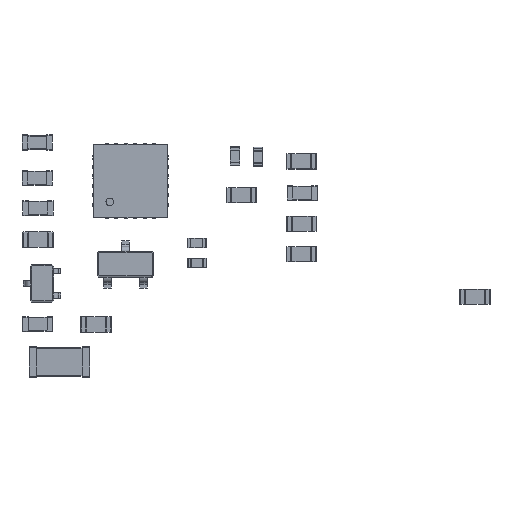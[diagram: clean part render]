
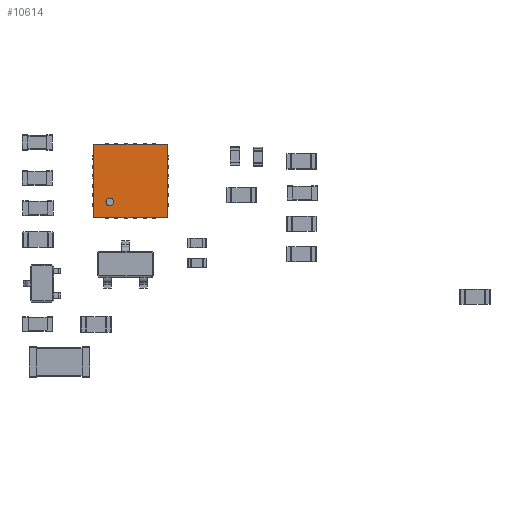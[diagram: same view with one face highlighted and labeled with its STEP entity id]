
A CAD part, top view. The second image highlights one B-rep face of the part: STEP entity #10614.
In plain terms, the highlighted planar face has unit normal (0, 0, 1).
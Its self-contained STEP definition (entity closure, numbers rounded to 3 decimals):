
#545 = PLANE('',#546);
#546 = AXIS2_PLACEMENT_3D('',#547,#548,#549);
#547 = CARTESIAN_POINT('',(-1.95,1.95,0.1));
#548 = DIRECTION('',(0.,-1.,0.));
#549 = DIRECTION('',(0.,0.,1.));
#573 = PLANE('',#574);
#574 = AXIS2_PLACEMENT_3D('',#575,#576,#577);
#575 = CARTESIAN_POINT('',(-1.95,1.95,0.1));
#576 = DIRECTION('',(1.,0.,0.));
#577 = DIRECTION('',(0.,0.,1.));
#1243 = PLANE('',#1244);
#1244 = AXIS2_PLACEMENT_3D('',#1245,#1246,#1247);
#1245 = CARTESIAN_POINT('',(-1.95,-1.95,0.1));
#1246 = DIRECTION('',(0.,-1.,0.));
#1247 = DIRECTION('',(0.,0.,1.));
#1913 = PLANE('',#1914);
#1914 = AXIS2_PLACEMENT_3D('',#1915,#1916,#1917);
#1915 = CARTESIAN_POINT('',(1.95,1.95,0.1));
#1916 = DIRECTION('',(1.,0.,0.));
#1917 = DIRECTION('',(0.,0.,1.));
#3217 = EDGE_CURVE('',#3218,#3220,#3222,.T.);
#3218 = VERTEX_POINT('',#3219);
#3219 = CARTESIAN_POINT('',(-1.95,1.95,1.1));
#3220 = VERTEX_POINT('',#3221);
#3221 = CARTESIAN_POINT('',(1.95,1.95,1.1));
#3222 = SURFACE_CURVE('',#3223,(#3227,#3234),.PCURVE_S1.);
#3223 = LINE('',#3224,#3225);
#3224 = CARTESIAN_POINT('',(-1.95,1.95,1.1));
#3225 = VECTOR('',#3226,1.);
#3226 = DIRECTION('',(1.,0.,0.));
#3227 = PCURVE('',#545,#3228);
#3228 = DEFINITIONAL_REPRESENTATION('',(#3229),#3233);
#3229 = LINE('',#3230,#3231);
#3230 = CARTESIAN_POINT('',(1.,0.));
#3231 = VECTOR('',#3232,1.);
#3232 = DIRECTION('',(0.,-1.));
#3233 = ( GEOMETRIC_REPRESENTATION_CONTEXT(2) 
PARAMETRIC_REPRESENTATION_CONTEXT() REPRESENTATION_CONTEXT('2D SPACE',''
  ) );
#3234 = PCURVE('',#3235,#3240);
#3235 = PLANE('',#3236);
#3236 = AXIS2_PLACEMENT_3D('',#3237,#3238,#3239);
#3237 = CARTESIAN_POINT('',(-1.95,1.95,1.1));
#3238 = DIRECTION('',(0.,0.,1.));
#3239 = DIRECTION('',(0.,-1.,0.));
#3240 = DEFINITIONAL_REPRESENTATION('',(#3241),#3245);
#3241 = LINE('',#3242,#3243);
#3242 = CARTESIAN_POINT('',(0.,0.));
#3243 = VECTOR('',#3244,1.);
#3244 = DIRECTION('',(0.,1.));
#3245 = ( GEOMETRIC_REPRESENTATION_CONTEXT(2) 
PARAMETRIC_REPRESENTATION_CONTEXT() REPRESENTATION_CONTEXT('2D SPACE',''
  ) );
#3733 = EDGE_CURVE('',#3218,#3734,#3736,.T.);
#3734 = VERTEX_POINT('',#3735);
#3735 = CARTESIAN_POINT('',(-1.95,-1.95,1.1));
#3736 = SURFACE_CURVE('',#3737,(#3741,#3748),.PCURVE_S1.);
#3737 = LINE('',#3738,#3739);
#3738 = CARTESIAN_POINT('',(-1.95,1.95,1.1));
#3739 = VECTOR('',#3740,1.);
#3740 = DIRECTION('',(0.,-1.,0.));
#3741 = PCURVE('',#573,#3742);
#3742 = DEFINITIONAL_REPRESENTATION('',(#3743),#3747);
#3743 = LINE('',#3744,#3745);
#3744 = CARTESIAN_POINT('',(1.,0.));
#3745 = VECTOR('',#3746,1.);
#3746 = DIRECTION('',(0.,1.));
#3747 = ( GEOMETRIC_REPRESENTATION_CONTEXT(2) 
PARAMETRIC_REPRESENTATION_CONTEXT() REPRESENTATION_CONTEXT('2D SPACE',''
  ) );
#3748 = PCURVE('',#3235,#3749);
#3749 = DEFINITIONAL_REPRESENTATION('',(#3750),#3754);
#3750 = LINE('',#3751,#3752);
#3751 = CARTESIAN_POINT('',(0.,0.));
#3752 = VECTOR('',#3753,1.);
#3753 = DIRECTION('',(1.,0.));
#3754 = ( GEOMETRIC_REPRESENTATION_CONTEXT(2) 
PARAMETRIC_REPRESENTATION_CONTEXT() REPRESENTATION_CONTEXT('2D SPACE',''
  ) );
#6944 = EDGE_CURVE('',#3220,#6945,#6947,.T.);
#6945 = VERTEX_POINT('',#6946);
#6946 = CARTESIAN_POINT('',(1.95,-1.95,1.1));
#6947 = SURFACE_CURVE('',#6948,(#6952,#6959),.PCURVE_S1.);
#6948 = LINE('',#6949,#6950);
#6949 = CARTESIAN_POINT('',(1.95,1.95,1.1));
#6950 = VECTOR('',#6951,1.);
#6951 = DIRECTION('',(0.,-1.,0.));
#6952 = PCURVE('',#1913,#6953);
#6953 = DEFINITIONAL_REPRESENTATION('',(#6954),#6958);
#6954 = LINE('',#6955,#6956);
#6955 = CARTESIAN_POINT('',(1.,0.));
#6956 = VECTOR('',#6957,1.);
#6957 = DIRECTION('',(0.,1.));
#6958 = ( GEOMETRIC_REPRESENTATION_CONTEXT(2) 
PARAMETRIC_REPRESENTATION_CONTEXT() REPRESENTATION_CONTEXT('2D SPACE',''
  ) );
#6959 = PCURVE('',#3235,#6960);
#6960 = DEFINITIONAL_REPRESENTATION('',(#6961),#6965);
#6961 = LINE('',#6962,#6963);
#6962 = CARTESIAN_POINT('',(0.,3.9));
#6963 = VECTOR('',#6964,1.);
#6964 = DIRECTION('',(1.,0.));
#6965 = ( GEOMETRIC_REPRESENTATION_CONTEXT(2) 
PARAMETRIC_REPRESENTATION_CONTEXT() REPRESENTATION_CONTEXT('2D SPACE',''
  ) );
#7429 = EDGE_CURVE('',#3734,#6945,#7430,.T.);
#7430 = SURFACE_CURVE('',#7431,(#7435,#7442),.PCURVE_S1.);
#7431 = LINE('',#7432,#7433);
#7432 = CARTESIAN_POINT('',(-1.95,-1.95,1.1));
#7433 = VECTOR('',#7434,1.);
#7434 = DIRECTION('',(1.,0.,0.));
#7435 = PCURVE('',#1243,#7436);
#7436 = DEFINITIONAL_REPRESENTATION('',(#7437),#7441);
#7437 = LINE('',#7438,#7439);
#7438 = CARTESIAN_POINT('',(1.,0.));
#7439 = VECTOR('',#7440,1.);
#7440 = DIRECTION('',(0.,-1.));
#7441 = ( GEOMETRIC_REPRESENTATION_CONTEXT(2) 
PARAMETRIC_REPRESENTATION_CONTEXT() REPRESENTATION_CONTEXT('2D SPACE',''
  ) );
#7442 = PCURVE('',#3235,#7443);
#7443 = DEFINITIONAL_REPRESENTATION('',(#7444),#7448);
#7444 = LINE('',#7445,#7446);
#7445 = CARTESIAN_POINT('',(3.9,0.));
#7446 = VECTOR('',#7447,1.);
#7447 = DIRECTION('',(0.,1.));
#7448 = ( GEOMETRIC_REPRESENTATION_CONTEXT(2) 
PARAMETRIC_REPRESENTATION_CONTEXT() REPRESENTATION_CONTEXT('2D SPACE',''
  ) );
#10614 = ADVANCED_FACE('',(#10615,#10621),#3235,.T.);
#10615 = FACE_BOUND('',#10616,.T.);
#10616 = EDGE_LOOP('',(#10617,#10618,#10619,#10620));
#10617 = ORIENTED_EDGE('',*,*,#3217,.F.);
#10618 = ORIENTED_EDGE('',*,*,#3733,.T.);
#10619 = ORIENTED_EDGE('',*,*,#7429,.T.);
#10620 = ORIENTED_EDGE('',*,*,#6944,.F.);
#10621 = FACE_BOUND('',#10622,.T.);
#10622 = EDGE_LOOP('',(#10623));
#10623 = ORIENTED_EDGE('',*,*,#10624,.T.);
#10624 = EDGE_CURVE('',#10625,#10625,#10627,.T.);
#10625 = VERTEX_POINT('',#10626);
#10626 = CARTESIAN_POINT('',(-1.1,0.9,1.1));
#10627 = SURFACE_CURVE('',#10628,(#10633,#10644),.PCURVE_S1.);
#10628 = CIRCLE('',#10629,0.2);
#10629 = AXIS2_PLACEMENT_3D('',#10630,#10631,#10632);
#10630 = CARTESIAN_POINT('',(-1.1,1.1,1.1));
#10631 = DIRECTION('',(0.,0.,-1.));
#10632 = DIRECTION('',(0.,-1.,0.));
#10633 = PCURVE('',#3235,#10634);
#10634 = DEFINITIONAL_REPRESENTATION('',(#10635),#10643);
#10635 = ( BOUNDED_CURVE() B_SPLINE_CURVE(2,(#10636,#10637,#10638,#10639
    ,#10640,#10641,#10642),.UNSPECIFIED.,.F.,.F.) 
B_SPLINE_CURVE_WITH_KNOTS((1,2,2,2,2,1),(-2.094,0.,
    2.094,4.189,6.283,8.378),
.UNSPECIFIED.) CURVE() GEOMETRIC_REPRESENTATION_ITEM() 
RATIONAL_B_SPLINE_CURVE((1.,0.5,1.,0.5,1.,0.5,1.)) REPRESENTATION_ITEM(
  '') );
#10636 = CARTESIAN_POINT('',(1.05,0.85));
#10637 = CARTESIAN_POINT('',(1.05,0.504));
#10638 = CARTESIAN_POINT('',(0.75,0.677));
#10639 = CARTESIAN_POINT('',(0.45,0.85));
#10640 = CARTESIAN_POINT('',(0.75,1.023));
#10641 = CARTESIAN_POINT('',(1.05,1.196));
#10642 = CARTESIAN_POINT('',(1.05,0.85));
#10643 = ( GEOMETRIC_REPRESENTATION_CONTEXT(2) 
PARAMETRIC_REPRESENTATION_CONTEXT() REPRESENTATION_CONTEXT('2D SPACE',''
  ) );
#10644 = PCURVE('',#10645,#10650);
#10645 = CYLINDRICAL_SURFACE('',#10646,0.2);
#10646 = AXIS2_PLACEMENT_3D('',#10647,#10648,#10649);
#10647 = CARTESIAN_POINT('',(-1.1,1.1,1.2));
#10648 = DIRECTION('',(0.,0.,-1.));
#10649 = DIRECTION('',(0.,-1.,0.));
#10650 = DEFINITIONAL_REPRESENTATION('',(#10651),#10655);
#10651 = LINE('',#10652,#10653);
#10652 = CARTESIAN_POINT('',(0.,0.1));
#10653 = VECTOR('',#10654,1.);
#10654 = DIRECTION('',(1.,0.));
#10655 = ( GEOMETRIC_REPRESENTATION_CONTEXT(2) 
PARAMETRIC_REPRESENTATION_CONTEXT() REPRESENTATION_CONTEXT('2D SPACE',''
  ) );
